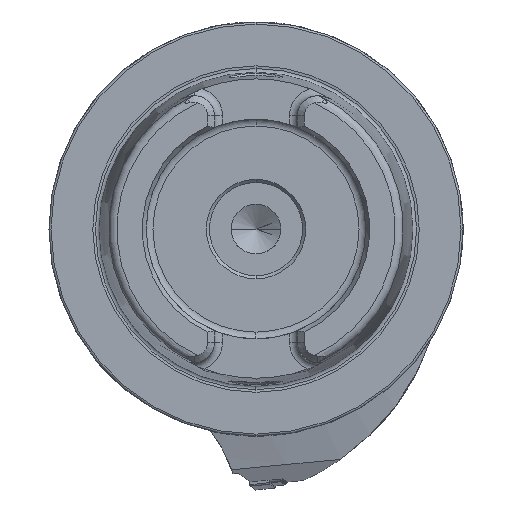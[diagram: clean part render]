
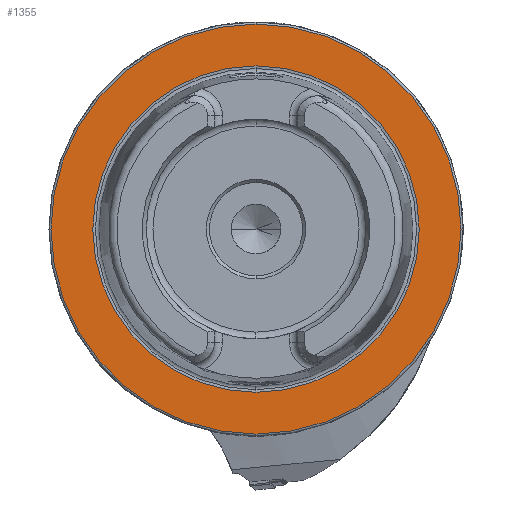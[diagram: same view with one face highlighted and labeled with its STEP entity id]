
A CAD part, left-side view. The second image highlights one B-rep face of the part: STEP entity #1355.
In plain terms, the highlighted planar face has unit normal (-1, 0, 0).
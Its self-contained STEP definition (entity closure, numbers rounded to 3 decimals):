
#705 = CARTESIAN_POINT ( 'NONE',  ( 0., 0., 0. ) ) ;
#1320 = FACE_OUTER_BOUND ( 'NONE', #12263, .T. ) ;
#1355 = ADVANCED_FACE ( 'NONE', ( #14785, #1320 ), #6917, .F. ) ;
#1370 = CIRCLE ( 'NONE', #8598, 49.5 ) ;
#1614 = VERTEX_POINT ( 'NONE', #17036 ) ;
#2100 = CARTESIAN_POINT ( 'NONE',  ( 0., 0., -39.405 ) ) ;
#2122 = EDGE_LOOP ( 'NONE', ( #4646, #10675 ) ) ;
#3457 = DIRECTION ( 'NONE',  ( -1., 0., 0. ) ) ;
#3898 = EDGE_CURVE ( 'NONE', #7321, #10312, #1370, .T. ) ;
#4646 = ORIENTED_EDGE ( 'NONE', *, *, #11067, .F. ) ;
#4677 = CARTESIAN_POINT ( 'NONE',  ( 0., 0., 0. ) ) ;
#4935 = ORIENTED_EDGE ( 'NONE', *, *, #3898, .T. ) ;
#5907 = CARTESIAN_POINT ( 'NONE',  ( 0., 0., -49.5 ) ) ;
#5913 = AXIS2_PLACEMENT_3D ( 'NONE', #14324, #14429, #11461 ) ;
#6163 = EDGE_CURVE ( 'NONE', #8167, #1614, #15911, .T. ) ;
#6579 = CARTESIAN_POINT ( 'NONE',  ( 0., 0., 0. ) ) ;
#6917 = PLANE ( 'NONE',  #9688 ) ;
#7321 = VERTEX_POINT ( 'NONE', #15836 ) ;
#8167 = VERTEX_POINT ( 'NONE', #2100 ) ;
#8598 = AXIS2_PLACEMENT_3D ( 'NONE', #705, #11383, #14531 ) ;
#9098 = DIRECTION ( 'NONE',  ( -1., 0., 0. ) ) ;
#9688 = AXIS2_PLACEMENT_3D ( 'NONE', #18989, #17722, #11719 ) ;
#10312 = VERTEX_POINT ( 'NONE', #5907 ) ;
#10675 = ORIENTED_EDGE ( 'NONE', *, *, #6163, .F. ) ;
#11067 = EDGE_CURVE ( 'NONE', #1614, #8167, #14383, .T. ) ;
#11383 = DIRECTION ( 'NONE',  ( -1., 0., 0. ) ) ;
#11461 = DIRECTION ( 'NONE',  ( 0., 0., 1. ) ) ;
#11719 = DIRECTION ( 'NONE',  ( 0., 0., -1. ) ) ;
#12263 = EDGE_LOOP ( 'NONE', ( #4935, #13792 ) ) ;
#13792 = ORIENTED_EDGE ( 'NONE', *, *, #19359, .T. ) ;
#14324 = CARTESIAN_POINT ( 'NONE',  ( 0., 0., 0. ) ) ;
#14383 = CIRCLE ( 'NONE', #5913, 39.405 ) ;
#14429 = DIRECTION ( 'NONE',  ( -1., 0., 0. ) ) ;
#14531 = DIRECTION ( 'NONE',  ( 0., 0., 1. ) ) ;
#14785 = FACE_BOUND ( 'NONE', #2122, .T. ) ;
#14876 = DIRECTION ( 'NONE',  ( 0., 0., 1. ) ) ;
#14968 = CIRCLE ( 'NONE', #17188, 49.5 ) ;
#15836 = CARTESIAN_POINT ( 'NONE',  ( 0., 0., 49.5 ) ) ;
#15911 = CIRCLE ( 'NONE', #18108, 39.405 ) ;
#17036 = CARTESIAN_POINT ( 'NONE',  ( 0., 0., 39.405 ) ) ;
#17188 = AXIS2_PLACEMENT_3D ( 'NONE', #6579, #3457, #18735 ) ;
#17722 = DIRECTION ( 'NONE',  ( 1., 0., 0. ) ) ;
#18108 = AXIS2_PLACEMENT_3D ( 'NONE', #4677, #9098, #14876 ) ;
#18735 = DIRECTION ( 'NONE',  ( 0., 0., 1. ) ) ;
#18989 = CARTESIAN_POINT ( 'NONE',  ( 0., 49.5, 0. ) ) ;
#19359 = EDGE_CURVE ( 'NONE', #10312, #7321, #14968, .T. ) ;
